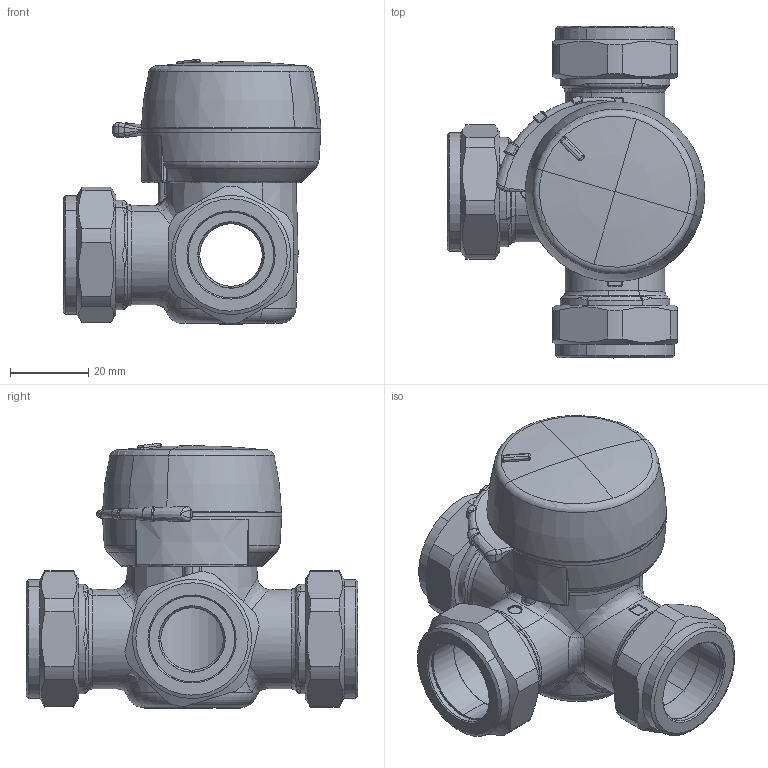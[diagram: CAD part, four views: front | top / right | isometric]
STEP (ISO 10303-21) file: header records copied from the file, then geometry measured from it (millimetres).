
FILE_DESCRIPTION(('CATIA V5 STEP Exchange'),'2;1');
FILE_NAME('VRG X33 DN20.stp','2008-10-02T08:42:57+00:00',('none'),('none'),'CATIA Version 5 Release 16 (IN-10)','CATIA V5 STEP AP214','none');
FILE_SCHEMA(('AUTOMOTIVE_DESIGN { 1 0 10303 214 1 1 1 1 }'));
Products named in the file (9): VRG X33 DN20; 7000-03; 2137-01; 2644-01; 7034-01; 7040-01; 7039-01; 2644-01.1; 2137-01.1
Assembly tree (10 placements, depth 2):
  VRG X33 DN20
    7000-03
    2137-01  x2
    2644-01  x2
    7034-01
    7040-01
    7039-01
    2644-01.1
    2137-01.1
Bounding box: 66 x 85 x 67.87 mm (x, y, z)
Volume: 61684.4 mm3; surface area: 57591.8 mm2
Topology: 11 solids, 11 shells, 1204 faces, 3206 edges, 2026 vertices
Faces by surface type: plane 383, cylinder 271, cone 180, bspline 178, torus 110, sphere 37, revolution 35, extrusion 10
Entity records: 52903 total; most frequent: CARTESIAN_POINT 24710, ORIENTED_EDGE 6146, DIRECTION 3357, EDGE_CURVE 3073, VERTEX_POINT 1966, AXIS2_PLACEMENT_3D 1419, B_SPLINE_CURVE_WITH_KNOTS 1282, EDGE_LOOP 1225
